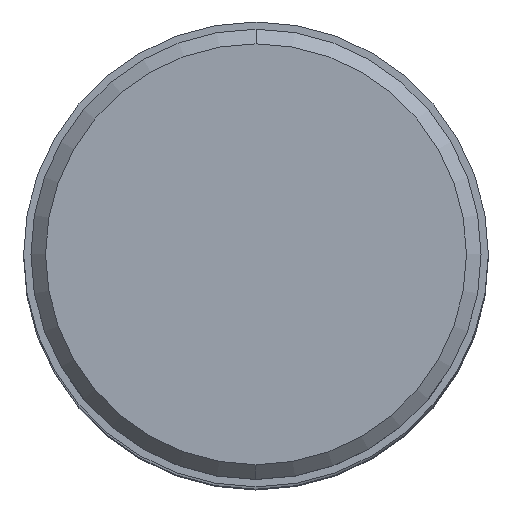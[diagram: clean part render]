
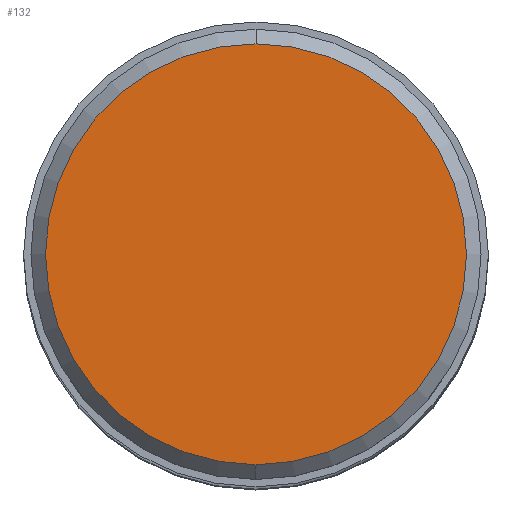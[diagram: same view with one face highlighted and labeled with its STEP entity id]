
A CAD part, top view. The second image highlights one B-rep face of the part: STEP entity #132.
In plain terms, the highlighted planar face has unit normal (0, 0, 1).
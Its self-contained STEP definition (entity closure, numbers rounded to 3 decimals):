
#34=PLANE('',#1113);
#132=ADVANCED_FACE('',(#213),#34,.F.);
#213=FACE_OUTER_BOUND('',#273,.T.);
#273=EDGE_LOOP('',(#482,#483));
#482=ORIENTED_EDGE('',*,*,#711,.F.);
#483=ORIENTED_EDGE('',*,*,#710,.F.);
#594=VERTEX_POINT('',#2330);
#595=VERTEX_POINT('',#2332);
#710=EDGE_CURVE('',#595,#594,#844,.T.);
#711=EDGE_CURVE('',#594,#595,#845,.T.);
#844=CIRCLE('',#1110,14.375);
#845=CIRCLE('',#1112,14.375);
#1110=AXIS2_PLACEMENT_3D('',#2333,#1345,#1346);
#1112=AXIS2_PLACEMENT_3D('',#2335,#1349,#1350);
#1113=AXIS2_PLACEMENT_3D('',#2336,#1351,#1352);
#1345=DIRECTION('',(0.,0.,-1.));
#1346=DIRECTION('',(0.,1.,0.));
#1349=DIRECTION('',(0.,0.,-1.));
#1350=DIRECTION('',(0.,-1.,0.));
#1351=DIRECTION('',(0.,0.,-1.));
#1352=DIRECTION('',(1.,0.,0.));
#2330=CARTESIAN_POINT('',(0.,-14.375,42.863));
#2332=CARTESIAN_POINT('',(0.,14.375,42.863));
#2333=CARTESIAN_POINT('',(0.,0.,42.863));
#2335=CARTESIAN_POINT('',(0.,0.,42.863));
#2336=CARTESIAN_POINT('',(0.,0.,42.863));
